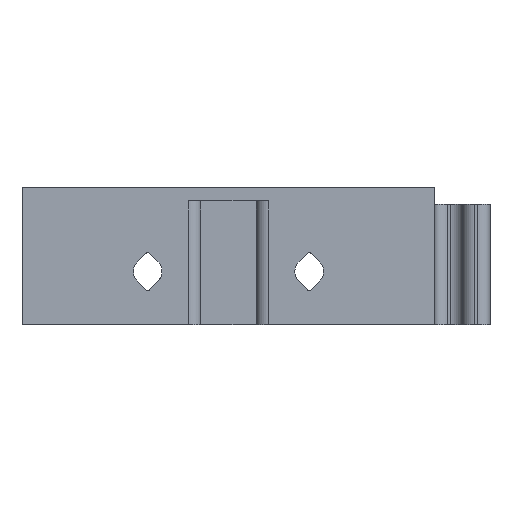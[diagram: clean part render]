
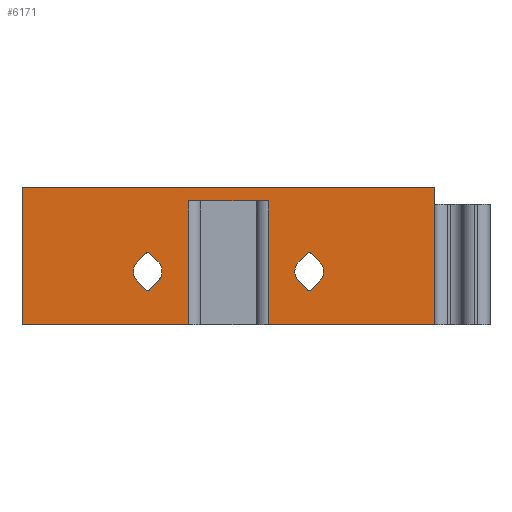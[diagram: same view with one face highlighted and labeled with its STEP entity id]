
A CAD part, front view. The second image highlights one B-rep face of the part: STEP entity #6171.
In plain terms, the highlighted planar face has unit normal (0, -1, 0).
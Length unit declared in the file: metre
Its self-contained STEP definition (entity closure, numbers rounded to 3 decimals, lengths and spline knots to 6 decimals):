
#290=CIRCLE('',#6665,0.0004);
#291=CIRCLE('',#6666,0.002075);
#292=CIRCLE('',#6667,0.0004);
#293=CIRCLE('',#6668,0.002075);
#294=CIRCLE('',#6669,0.0004);
#295=CIRCLE('',#6670,0.002075);
#296=CIRCLE('',#6671,0.0004);
#297=CIRCLE('',#6672,0.002075);
#985=ORIENTED_EDGE('',*,*,#2798,.T.);
#986=ORIENTED_EDGE('',*,*,#2493,.F.);
#987=ORIENTED_EDGE('',*,*,#2799,.F.);
#988=ORIENTED_EDGE('',*,*,#2800,.F.);
#989=ORIENTED_EDGE('',*,*,#2801,.T.);
#990=ORIENTED_EDGE('',*,*,#2545,.F.);
#991=ORIENTED_EDGE('',*,*,#2802,.T.);
#992=ORIENTED_EDGE('',*,*,#2319,.T.);
#993=ORIENTED_EDGE('',*,*,#2803,.F.);
#994=ORIENTED_EDGE('',*,*,#2804,.F.);
#995=ORIENTED_EDGE('',*,*,#2805,.T.);
#996=ORIENTED_EDGE('',*,*,#2806,.F.);
#997=ORIENTED_EDGE('',*,*,#2807,.T.);
#998=ORIENTED_EDGE('',*,*,#2808,.F.);
#999=ORIENTED_EDGE('',*,*,#2809,.F.);
#1000=ORIENTED_EDGE('',*,*,#2810,.F.);
#1001=ORIENTED_EDGE('',*,*,#2811,.F.);
#1002=ORIENTED_EDGE('',*,*,#2812,.F.);
#1003=ORIENTED_EDGE('',*,*,#2813,.T.);
#1004=ORIENTED_EDGE('',*,*,#2814,.F.);
#1005=ORIENTED_EDGE('',*,*,#2815,.T.);
#1006=ORIENTED_EDGE('',*,*,#2816,.F.);
#1007=ORIENTED_EDGE('',*,*,#2817,.F.);
#1008=ORIENTED_EDGE('',*,*,#2818,.F.);
#2319=EDGE_CURVE('',#3264,#3267,#3885,.F.);
#2493=EDGE_CURVE('',#3417,#3418,#4020,.F.);
#2545=EDGE_CURVE('',#3469,#3470,#4048,.F.);
#2798=EDGE_CURVE('',#3267,#3418,#4197,.T.);
#2799=EDGE_CURVE('',#3663,#3417,#4198,.T.);
#2800=EDGE_CURVE('',#3664,#3663,#4199,.F.);
#2801=EDGE_CURVE('',#3664,#3470,#4200,.F.);
#2802=EDGE_CURVE('',#3469,#3264,#4201,.T.);
#2803=EDGE_CURVE('',#3665,#3666,#4202,.T.);
#2804=EDGE_CURVE('',#3667,#3665,#290,.T.);
#2805=EDGE_CURVE('',#3667,#3668,#4203,.T.);
#2806=EDGE_CURVE('',#3669,#3668,#291,.T.);
#2807=EDGE_CURVE('',#3669,#3670,#4204,.T.);
#2808=EDGE_CURVE('',#3671,#3670,#292,.T.);
#2809=EDGE_CURVE('',#3672,#3671,#4205,.T.);
#2810=EDGE_CURVE('',#3666,#3672,#293,.T.);
#2811=EDGE_CURVE('',#3673,#3674,#4206,.T.);
#2812=EDGE_CURVE('',#3675,#3673,#294,.T.);
#2813=EDGE_CURVE('',#3675,#3676,#4207,.T.);
#2814=EDGE_CURVE('',#3677,#3676,#295,.T.);
#2815=EDGE_CURVE('',#3677,#3678,#4208,.T.);
#2816=EDGE_CURVE('',#3679,#3678,#296,.T.);
#2817=EDGE_CURVE('',#3680,#3679,#4209,.T.);
#2818=EDGE_CURVE('',#3674,#3680,#297,.T.);
#3264=VERTEX_POINT('',#8662);
#3267=VERTEX_POINT('',#8667);
#3417=VERTEX_POINT('',#9051);
#3418=VERTEX_POINT('',#9052);
#3469=VERTEX_POINT('',#9154);
#3470=VERTEX_POINT('',#9156);
#3663=VERTEX_POINT('',#9717);
#3664=VERTEX_POINT('',#9719);
#3665=VERTEX_POINT('',#9723);
#3666=VERTEX_POINT('',#9724);
#3667=VERTEX_POINT('',#9726);
#3668=VERTEX_POINT('',#9728);
#3669=VERTEX_POINT('',#9730);
#3670=VERTEX_POINT('',#9732);
#3671=VERTEX_POINT('',#9734);
#3672=VERTEX_POINT('',#9736);
#3673=VERTEX_POINT('',#9739);
#3674=VERTEX_POINT('',#9740);
#3675=VERTEX_POINT('',#9742);
#3676=VERTEX_POINT('',#9744);
#3677=VERTEX_POINT('',#9746);
#3678=VERTEX_POINT('',#9748);
#3679=VERTEX_POINT('',#9750);
#3680=VERTEX_POINT('',#9752);
#3885=LINE('',#8668,#4543);
#4020=LINE('',#9050,#4678);
#4048=LINE('',#9155,#4706);
#4197=LINE('',#9715,#4855);
#4198=LINE('',#9716,#4856);
#4199=LINE('',#9718,#4857);
#4200=LINE('',#9720,#4858);
#4201=LINE('',#9721,#4859);
#4202=LINE('',#9722,#4860);
#4203=LINE('',#9727,#4861);
#4204=LINE('',#9731,#4862);
#4205=LINE('',#9735,#4863);
#4206=LINE('',#9738,#4864);
#4207=LINE('',#9743,#4865);
#4208=LINE('',#9747,#4866);
#4209=LINE('',#9751,#4867);
#4543=VECTOR('',#6978,1.);
#4678=VECTOR('',#7243,1.);
#4706=VECTOR('',#7319,1.);
#4855=VECTOR('',#7704,1.);
#4856=VECTOR('',#7705,1.);
#4857=VECTOR('',#7706,1.);
#4858=VECTOR('',#7707,1.);
#4859=VECTOR('',#7708,1.);
#4860=VECTOR('',#7709,1.);
#4861=VECTOR('',#7712,1.);
#4862=VECTOR('',#7715,1.);
#4863=VECTOR('',#7718,1.);
#4864=VECTOR('',#7721,1.);
#4865=VECTOR('',#7724,1.);
#4866=VECTOR('',#7727,1.);
#4867=VECTOR('',#7730,1.);
#5287=EDGE_LOOP('',(#985,#986,#987,#988,#989,#990,#991,#992));
#5288=EDGE_LOOP('',(#993,#994,#995,#996,#997,#998,#999,#1000));
#5289=EDGE_LOOP('',(#1001,#1002,#1003,#1004,#1005,#1006,#1007,#1008));
#5635=FACE_BOUND('',#5287,.T.);
#5636=FACE_BOUND('',#5288,.T.);
#5637=FACE_BOUND('',#5289,.T.);
#5937=PLANE('',#6664);
#6171=ADVANCED_FACE('',(#5635,#5636,#5637),#5937,.T.);
#6664=AXIS2_PLACEMENT_3D('',#9714,#7702,#7703);
#6665=AXIS2_PLACEMENT_3D('',#9725,#7710,#7711);
#6666=AXIS2_PLACEMENT_3D('',#9729,#7713,#7714);
#6667=AXIS2_PLACEMENT_3D('',#9733,#7716,#7717);
#6668=AXIS2_PLACEMENT_3D('',#9737,#7719,#7720);
#6669=AXIS2_PLACEMENT_3D('',#9741,#7722,#7723);
#6670=AXIS2_PLACEMENT_3D('',#9745,#7725,#7726);
#6671=AXIS2_PLACEMENT_3D('',#9749,#7728,#7729);
#6672=AXIS2_PLACEMENT_3D('',#9753,#7731,#7732);
#6978=DIRECTION('',(1.,0.,0.));
#7243=DIRECTION('',(1.,0.,0.));
#7319=DIRECTION('',(1.,0.,0.));
#7702=DIRECTION('',(0.,-1.,0.));
#7703=DIRECTION('',(1.,0.,0.));
#7704=DIRECTION('',(0.,0.,-1.));
#7705=DIRECTION('',(0.,0.,-1.));
#7706=DIRECTION('',(1.,0.,0.));
#7707=DIRECTION('',(0.,0.,1.));
#7708=DIRECTION('',(0.,0.,1.));
#7709=DIRECTION('',(0.707,0.,0.707));
#7710=DIRECTION('',(0.,-1.,0.));
#7711=DIRECTION('',(1.,0.,0.));
#7712=DIRECTION('',(-0.707,0.,0.707));
#7713=DIRECTION('',(0.,-1.,0.));
#7714=DIRECTION('',(1.,0.,0.));
#7715=DIRECTION('',(0.707,0.,0.707));
#7716=DIRECTION('',(0.,-1.,0.));
#7717=DIRECTION('',(1.,0.,0.));
#7718=DIRECTION('',(-0.707,0.,0.707));
#7719=DIRECTION('',(0.,-1.,0.));
#7720=DIRECTION('',(1.,0.,0.));
#7721=DIRECTION('',(0.707,0.,0.707));
#7722=DIRECTION('',(0.,-1.,0.));
#7723=DIRECTION('',(1.,0.,0.));
#7724=DIRECTION('',(-0.707,0.,0.707));
#7725=DIRECTION('',(0.,-1.,0.));
#7726=DIRECTION('',(1.,0.,0.));
#7727=DIRECTION('',(0.707,0.,0.707));
#7728=DIRECTION('',(0.,-1.,0.));
#7729=DIRECTION('',(1.,0.,0.));
#7730=DIRECTION('',(-0.707,0.,0.707));
#7731=DIRECTION('',(0.,-1.,0.));
#7732=DIRECTION('',(1.,0.,0.));
#8662=CARTESIAN_POINT('',(0.57,0.630025,0.38));
#8667=CARTESIAN_POINT('',(0.51,0.630025,0.38));
#8668=CARTESIAN_POINT('',(0.497889,0.630025,0.38));
#9050=CARTESIAN_POINT('',(0.497889,0.630025,0.36));
#9051=CARTESIAN_POINT('',(0.534222,0.630025,0.36));
#9052=CARTESIAN_POINT('',(0.51,0.630025,0.36));
#9154=CARTESIAN_POINT('',(0.57,0.630025,0.36));
#9155=CARTESIAN_POINT('',(0.497889,0.630025,0.36));
#9156=CARTESIAN_POINT('',(0.545778,0.630025,0.36));
#9714=CARTESIAN_POINT('',(0.497889,0.630025,0.38));
#9715=CARTESIAN_POINT('',(0.51,0.630025,0.38));
#9716=CARTESIAN_POINT('',(0.534222,0.630025,0.38));
#9717=CARTESIAN_POINT('',(0.534222,0.630025,0.378));
#9718=CARTESIAN_POINT('',(0.497889,0.630025,0.378));
#9719=CARTESIAN_POINT('',(0.545778,0.630025,0.378));
#9720=CARTESIAN_POINT('',(0.545778,0.630025,0.38));
#9721=CARTESIAN_POINT('',(0.57,0.630025,0.38));
#9722=CARTESIAN_POINT('',(0.520678,0.630025,0.357211));
#9723=CARTESIAN_POINT('',(0.528549,0.630025,0.365082));
#9724=CARTESIAN_POINT('',(0.529734,0.630025,0.366266));
#9725=CARTESIAN_POINT('',(0.528267,0.630025,0.365365));
#9726=CARTESIAN_POINT('',(0.527984,0.630025,0.365082));
#9727=CARTESIAN_POINT('',(0.505477,0.630025,0.387588));
#9728=CARTESIAN_POINT('',(0.526799,0.630025,0.366266));
#9729=CARTESIAN_POINT('',(0.528267,0.630025,0.367733));
#9730=CARTESIAN_POINT('',(0.526799,0.630025,0.369201));
#9731=CARTESIAN_POINT('',(0.517744,0.630025,0.360145));
#9732=CARTESIAN_POINT('',(0.527984,0.630025,0.370385));
#9733=CARTESIAN_POINT('',(0.528267,0.630025,0.370102));
#9734=CARTESIAN_POINT('',(0.528549,0.630025,0.370385));
#9735=CARTESIAN_POINT('',(0.508412,0.630025,0.390523));
#9736=CARTESIAN_POINT('',(0.529734,0.630025,0.369201));
#9737=CARTESIAN_POINT('',(0.528267,0.630025,0.367733));
#9738=CARTESIAN_POINT('',(0.532412,0.630025,0.345477));
#9739=CARTESIAN_POINT('',(0.552016,0.630025,0.365082));
#9740=CARTESIAN_POINT('',(0.553201,0.630025,0.366266));
#9741=CARTESIAN_POINT('',(0.551733,0.630025,0.365365));
#9742=CARTESIAN_POINT('',(0.551451,0.630025,0.365082));
#9743=CARTESIAN_POINT('',(0.517211,0.630025,0.399322));
#9744=CARTESIAN_POINT('',(0.550266,0.630025,0.366266));
#9745=CARTESIAN_POINT('',(0.551733,0.630025,0.367733));
#9746=CARTESIAN_POINT('',(0.550266,0.630025,0.369201));
#9747=CARTESIAN_POINT('',(0.529477,0.630025,0.348412));
#9748=CARTESIAN_POINT('',(0.551451,0.630025,0.370385));
#9749=CARTESIAN_POINT('',(0.551733,0.630025,0.370102));
#9750=CARTESIAN_POINT('',(0.552016,0.630025,0.370385));
#9751=CARTESIAN_POINT('',(0.520145,0.630025,0.402256));
#9752=CARTESIAN_POINT('',(0.553201,0.630025,0.369201));
#9753=CARTESIAN_POINT('',(0.551733,0.630025,0.367733));
